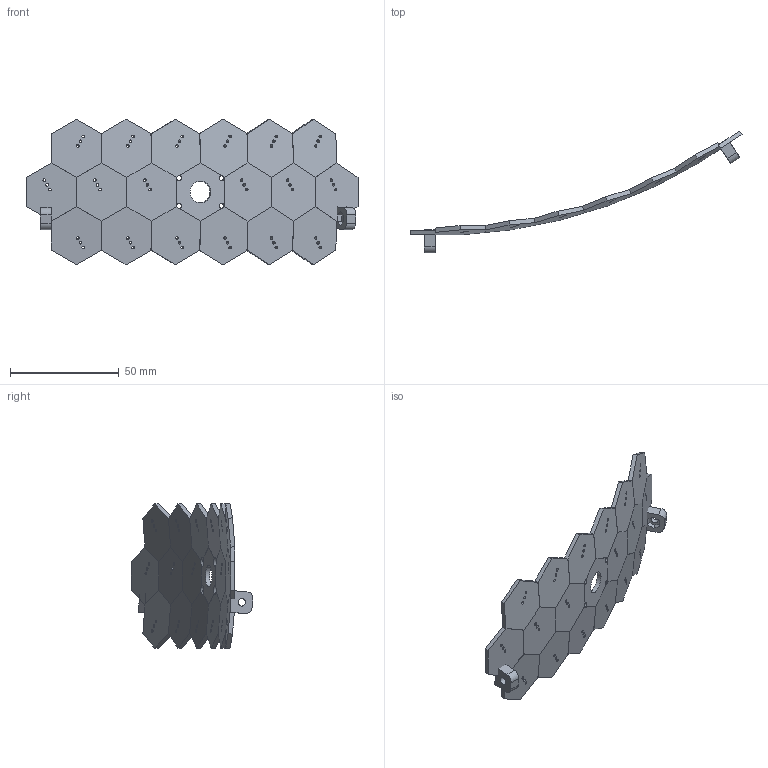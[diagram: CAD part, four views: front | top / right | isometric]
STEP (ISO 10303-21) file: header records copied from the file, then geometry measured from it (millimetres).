
FILE_DESCRIPTION(/* description */ (''),/* implementation_level */ '2;1');
FILE_NAME(/* name */ 'LEDArrayBracket.stp',/* time_stamp */ '2021-11-30T15:19:26-05:00',/* author */ ('Eric'),/* organization */ (''),/* preprocessor_version */ 'ST-DEVELOPER v18.1',/* originating_system */ 'Autodesk Inventor 2022',/* authorisation */ '');
FILE_SCHEMA (('AUTOMOTIVE_DESIGN { 1 0 10303 214 3 1 1 }'));
Length unit declared in the file: millimetre
Products named in the file (1): ArrayBracket
Bounding box: 152.48 x 55.94 x 66.77 mm (x, y, z)
Volume: 17959.3 mm3; surface area: 20731.3 mm2
Topology: 3 solids, 3 shells, 319 faces, 800 edges, 505 vertices
Faces by surface type: plane 234, cylinder 77, cone 8
Full cylindrical faces by diameter (mm): 1.27 x54, 3.4 x2, 10 x1
Entity records: 9516 total; most frequent: CARTESIAN_POINT 1658, DIRECTION 1579, ORIENTED_EDGE 1566, EDGE_CURVE 783, LINE 589, VECTOR 589, AXIS2_PLACEMENT_3D 495, VERTEX_POINT 472
